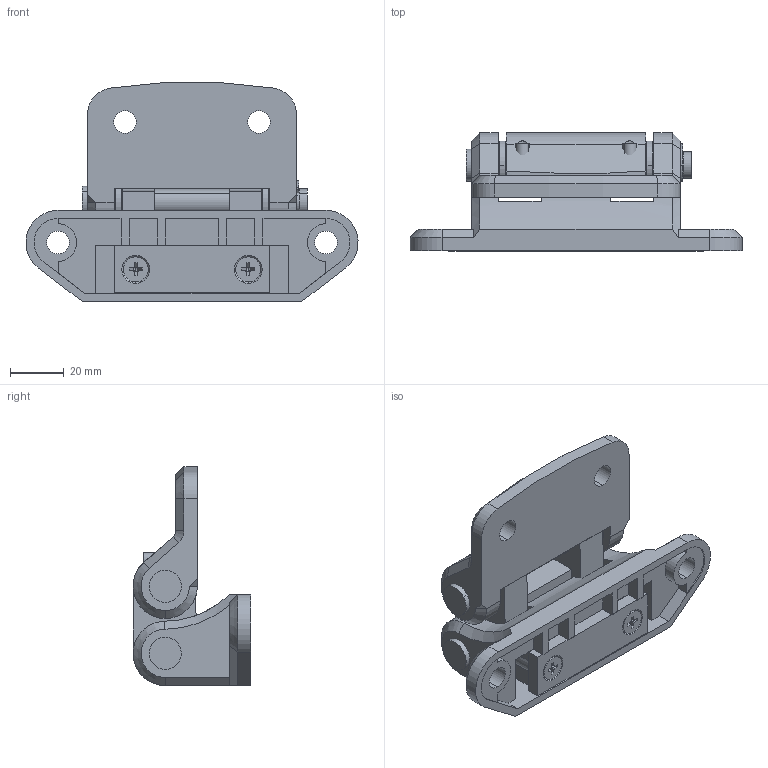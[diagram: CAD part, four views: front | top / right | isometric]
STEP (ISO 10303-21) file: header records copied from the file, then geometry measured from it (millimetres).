
FILE_DESCRIPTION (( 'STEP AP203' ), '1' );
FILE_NAME ('FB-1729N-2.STEP', '2009-11-16T05:12:04', ( ' ' ), ( ' ' ), 'SwSTEP 2.0', 'SolidWorks 2007', '' );
FILE_SCHEMA (( 'CONFIG_CONTROL_DESIGN' ));
Length unit declared in the file: millimetre
Products named in the file (12): FB-1729N-2十字穴付皿ねじM5__M5×8; FB-1729N-2連結金具__公開用; FB-1729N-2棘棠__岞奐梡; FB-1729N-2; FB-1729N-2台座__公開用; FB-1729N-2鍔付ﾌﾞｯｼｭ__ﾃﾞﾌｫﾙﾄ; FB-1729N-2暯嵗嬥__棉太倌; FB-1729N-2羽根__公開用; FB-1729N-2ｽﾄｯﾊﾟｰ__公開用; FB-1729N-2六角穴付止めねじB__公開用; FB-1729N-2六角穴付止めねじA__公開用; FB-1729N-2E形止め輪__公開用
Assembly tree (26 placements, depth 2):
  FB-1729N-2
    FB-1729N-2鍔付ﾌﾞｯｼｭ__ﾃﾞﾌｫﾙﾄ  x8
    FB-1729N-2六角穴付止めねじA__公開用  x2
    FB-1729N-2暯嵗嬥__棉太倌  x4
    FB-1729N-2連結金具__公開用
    FB-1729N-2棘棠__岞奐梡  x2
    FB-1729N-2十字穴付皿ねじM5__M5×8  x2
    FB-1729N-2E形止め輪__公開用  x2
    FB-1729N-2台座__公開用
    FB-1729N-2羽根__公開用
    FB-1729N-2六角穴付止めねじB__公開用  x2
    FB-1729N-2ｽﾄｯﾊﾟｰ__公開用
Bounding box: 123.93 x 44 x 81.74 mm (x, y, z)
Volume: 125159.2 mm3; surface area: 63905.4 mm2
Topology: 26 solids, 26 shells, 602 faces, 1520 edges, 957 vertices
Faces by surface type: plane 296, cylinder 224, cone 46, torus 36
Entity records: 12416 total; most frequent: CARTESIAN_POINT 1962, DIRECTION 1917, ORIENTED_EDGE 1782, EDGE_CURVE 891, AXIS2_PLACEMENT_3D 677, VERTEX_POINT 570, VECTOR 563, LINE 563
